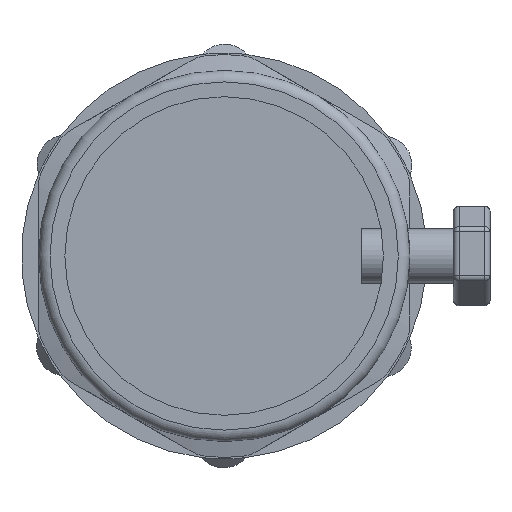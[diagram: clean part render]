
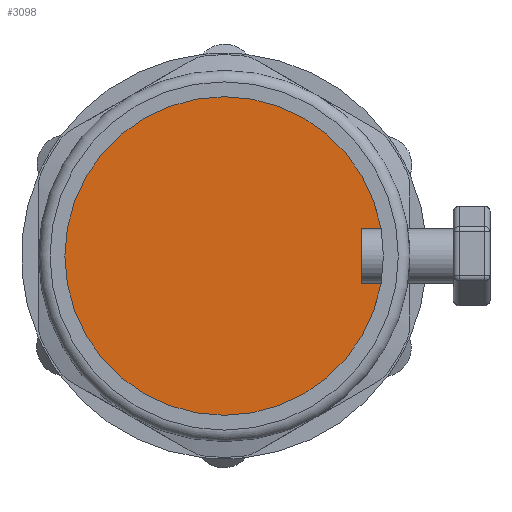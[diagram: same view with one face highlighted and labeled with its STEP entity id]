
A CAD part, front view. The second image highlights one B-rep face of the part: STEP entity #3098.
In plain terms, the highlighted planar face has unit normal (0, -1, 0).
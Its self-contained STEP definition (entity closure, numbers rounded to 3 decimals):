
#850=FACE_OUTER_BOUND('',#1039,.T.);
#1039=EDGE_LOOP('',(#2139));
#1235=CIRCLE('',#3318,13.9);
#1391=VERTEX_POINT('',#4470);
#1681=EDGE_CURVE('',#1391,#1391,#1235,.T.);
#2139=ORIENTED_EDGE('',*,*,#1681,.F.);
#3055=PLANE('',#3317);
#3098=ADVANCED_FACE('',(#850),#3055,.F.);
#3317=AXIS2_PLACEMENT_3D('',#4469,#3642,#3643);
#3318=AXIS2_PLACEMENT_3D('',#4471,#3644,#3645);
#3642=DIRECTION('center_axis',(0.,1.,0.));
#3643=DIRECTION('ref_axis',(0.,0.,1.));
#3644=DIRECTION('center_axis',(0.,1.,0.));
#3645=DIRECTION('ref_axis',(1.,0.,0.));
#4469=CARTESIAN_POINT('Origin',(0.,13.8,0.));
#4470=CARTESIAN_POINT('',(13.9,13.8,0.));
#4471=CARTESIAN_POINT('Origin',(0.,13.8,0.));
